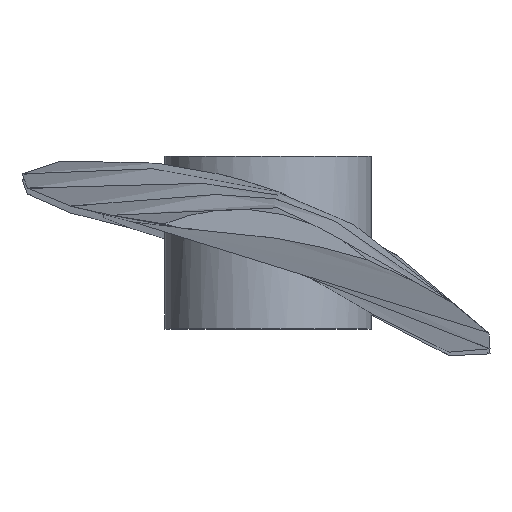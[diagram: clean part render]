
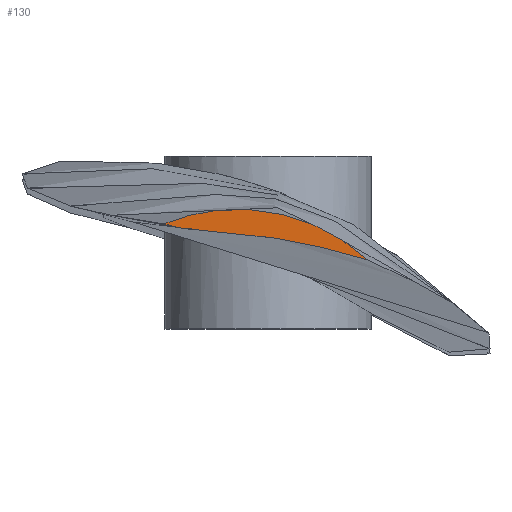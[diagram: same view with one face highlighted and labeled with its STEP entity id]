
A CAD part, top view. The second image highlights one B-rep face of the part: STEP entity #130.
In plain terms, the highlighted planar face has unit normal (0, 0, 1).
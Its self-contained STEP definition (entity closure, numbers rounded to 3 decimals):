
#33 = CARTESIAN_POINT ( 'NONE',  ( 1.079, 5.228, 31.181 ) ) ;
#34 = CARTESIAN_POINT ( 'NONE',  ( -0.619, 5.58, 31.181 ) ) ;
#35 = CARTESIAN_POINT ( 'NONE',  ( -1.712, 5.72, 31.181 ) ) ;
#74 = VERTEX_POINT ( 'NONE', #620 ) ;
#97 = CARTESIAN_POINT ( 'NONE',  ( -1.712, 5.72, 31.181 ) ) ;
#98 = CARTESIAN_POINT ( 'NONE',  ( -0.22, 6.024, 31.181 ) ) ;
#122 = B_SPLINE_CURVE_WITH_KNOTS ( 'NONE', 3,
 ( #33, #221, #98, #689, #500 ),
 .UNSPECIFIED., .F., .F.,
 ( 4, 1, 4 ),
 ( 0., 0.5, 1. ),
 .UNSPECIFIED. ) ;
#125 = ORIENTED_EDGE ( 'NONE', *, *, #420, .T. ) ;
#130 = ADVANCED_FACE ( 'NONE', ( #423 ), #679, .T. ) ;
#190 = B_SPLINE_CURVE_WITH_KNOTS ( 'NONE', 3,
 ( #97, #280, #731, #549 ),
 .UNSPECIFIED., .F., .F.,
 ( 4, 4 ),
 ( 0., 1. ),
 .UNSPECIFIED. ) ;
#221 = CARTESIAN_POINT ( 'NONE',  ( 0.712, 5.565, 31.181 ) ) ;
#235 = CARTESIAN_POINT ( 'NONE',  ( 1.079, 5.228, 31.181 ) ) ;
#280 = CARTESIAN_POINT ( 'NONE',  ( -1.563, 5.674, 31.181 ) ) ;
#363 = CARTESIAN_POINT ( 'NONE',  ( -0.461, 5.598, 31.181 ) ) ;
#420 = EDGE_CURVE ( 'NONE', #719, #827, #122, .T. ) ;
#423 = FACE_OUTER_BOUND ( 'NONE', #486, .T. ) ;
#439 = CARTESIAN_POINT ( 'NONE',  ( 0.323, 5.46, 31.181 ) ) ;
#443 = DIRECTION ( 'NONE',  ( 0., 0., 1. ) ) ;
#486 = EDGE_LOOP ( 'NONE', ( #813, #125, #713 ) ) ;
#500 = CARTESIAN_POINT ( 'NONE',  ( -1.712, 5.72, 31.181 ) ) ;
#514 = B_SPLINE_CURVE_WITH_KNOTS ( 'NONE', 3,
 ( #822, #363, #439, #235 ),
 .UNSPECIFIED., .F., .F.,
 ( 4, 4 ),
 ( 0., 1. ),
 .UNSPECIFIED. ) ;
#549 = CARTESIAN_POINT ( 'NONE',  ( -1.251, 5.638, 31.181 ) ) ;
#620 = CARTESIAN_POINT ( 'NONE',  ( -1.251, 5.638, 31.181 ) ) ;
#644 = AXIS2_PLACEMENT_3D ( 'NONE', #34, #443, #674 ) ;
#674 = DIRECTION ( 'NONE',  ( 1., 0., 0. ) ) ;
#676 = EDGE_CURVE ( 'NONE', #827, #74, #190, .T. ) ;
#679 = PLANE ( 'NONE',  #644 ) ;
#689 = CARTESIAN_POINT ( 'NONE',  ( -1.252, 5.911, 31.181 ) ) ;
#713 = ORIENTED_EDGE ( 'NONE', *, *, #676, .T. ) ;
#719 = VERTEX_POINT ( 'NONE', #834 ) ;
#731 = CARTESIAN_POINT ( 'NONE',  ( -1.407, 5.646, 31.181 ) ) ;
#794 = EDGE_CURVE ( 'NONE', #74, #719, #514, .T. ) ;
#813 = ORIENTED_EDGE ( 'NONE', *, *, #794, .T. ) ;
#822 = CARTESIAN_POINT ( 'NONE',  ( -1.251, 5.638, 31.181 ) ) ;
#827 = VERTEX_POINT ( 'NONE', #35 ) ;
#834 = CARTESIAN_POINT ( 'NONE',  ( 1.079, 5.228, 31.181 ) ) ;
